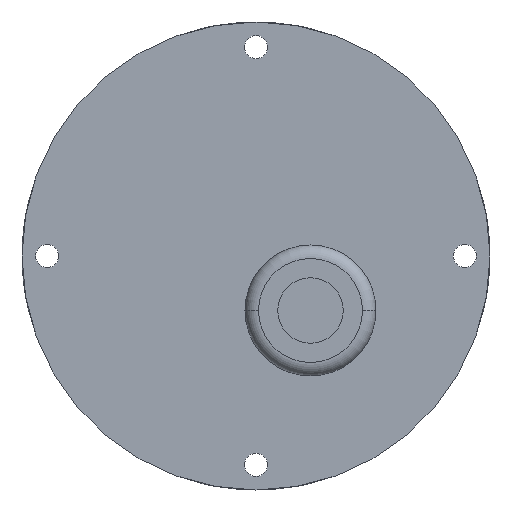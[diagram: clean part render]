
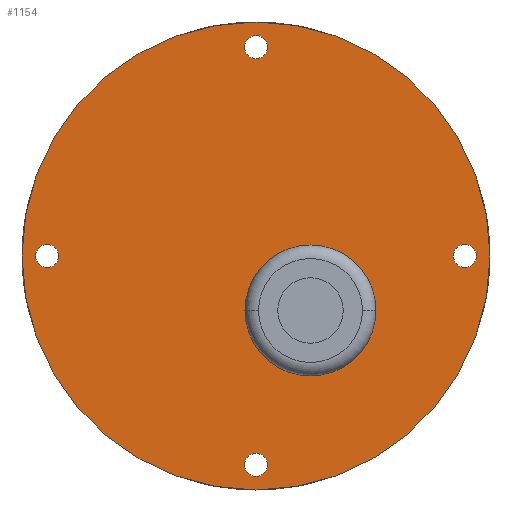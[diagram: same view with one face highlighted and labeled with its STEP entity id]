
A CAD part, front view. The second image highlights one B-rep face of the part: STEP entity #1154.
In plain terms, the highlighted planar face has unit normal (0, -1, 0).
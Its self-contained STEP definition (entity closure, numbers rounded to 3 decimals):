
#11 = DIRECTION ( 'NONE',  ( -1., 0., 0. ) ) ;
#22 = FACE_BOUND ( 'NONE', #3699, .T. ) ;
#67 = DIRECTION ( 'NONE',  ( 0., -1., 0. ) ) ;
#75 = CARTESIAN_POINT ( 'NONE',  ( 54.25, 0., 3. ) ) ;
#76 = AXIS2_PLACEMENT_3D ( 'NONE', #1721, #2403, #1693 ) ;
#80 = CIRCLE ( 'NONE', #581, 3. ) ;
#86 = CIRCLE ( 'NONE', #1396, 3. ) ;
#182 = ORIENTED_EDGE ( 'NONE', *, *, #3513, .T. ) ;
#214 = CARTESIAN_POINT ( 'NONE',  ( -54.25, 0., 3. ) ) ;
#224 = ORIENTED_EDGE ( 'NONE', *, *, #4545, .T. ) ;
#263 = CARTESIAN_POINT ( 'NONE',  ( 0., 0., -54.25 ) ) ;
#279 = VERTEX_POINT ( 'NONE', #1694 ) ;
#325 = EDGE_CURVE ( 'NONE', #2351, #3750, #86, .T. ) ;
#366 = CIRCLE ( 'NONE', #3636, 60.75 ) ;
#426 = CIRCLE ( 'NONE', #2173, 3. ) ;
#567 = DIRECTION ( 'NONE',  ( 0., 0., -1. ) ) ;
#581 = AXIS2_PLACEMENT_3D ( 'NONE', #2311, #2660, #3400 ) ;
#614 = VERTEX_POINT ( 'NONE', #3685 ) ;
#699 = EDGE_CURVE ( 'NONE', #827, #2734, #80, .T. ) ;
#763 = DIRECTION ( 'NONE',  ( 0., 1., 0. ) ) ;
#827 = VERTEX_POINT ( 'NONE', #3831 ) ;
#876 = VERTEX_POINT ( 'NONE', #214 ) ;
#884 = VERTEX_POINT ( 'NONE', #949 ) ;
#928 = CARTESIAN_POINT ( 'NONE',  ( 0., 0., 51.25 ) ) ;
#949 = CARTESIAN_POINT ( 'NONE',  ( -54.25, 0., -3. ) ) ;
#977 = DIRECTION ( 'NONE',  ( 0., 0., -1. ) ) ;
#1023 = CIRCLE ( 'NONE', #3244, 60.75 ) ;
#1091 = DIRECTION ( 'NONE',  ( 1., 0., 0. ) ) ;
#1146 = CARTESIAN_POINT ( 'NONE',  ( -54.25, 0., 0. ) ) ;
#1154 = ADVANCED_FACE ( 'NONE', ( #4428, #2519, #1585, #22, #1235, #3101 ), #2907, .F. ) ;
#1235 = FACE_BOUND ( 'NONE', #1928, .T. ) ;
#1344 = CARTESIAN_POINT ( 'NONE',  ( 54.25, 0., 0. ) ) ;
#1358 = DIRECTION ( 'NONE',  ( 0., 0., -1. ) ) ;
#1396 = AXIS2_PLACEMENT_3D ( 'NONE', #2782, #3857, #977 ) ;
#1456 = EDGE_CURVE ( 'NONE', #4371, #4118, #3656, .T. ) ;
#1519 = CARTESIAN_POINT ( 'NONE',  ( 0., 0., 54.25 ) ) ;
#1585 = FACE_BOUND ( 'NONE', #2279, .T. ) ;
#1611 = AXIS2_PLACEMENT_3D ( 'NONE', #3830, #2023, #567 ) ;
#1693 = DIRECTION ( 'NONE',  ( 1., 0., 0. ) ) ;
#1694 = CARTESIAN_POINT ( 'NONE',  ( 0., 0., 57.25 ) ) ;
#1721 = CARTESIAN_POINT ( 'NONE',  ( 14.142, 0., -14.142 ) ) ;
#1782 = EDGE_CURVE ( 'NONE', #4118, #4371, #4424, .T. ) ;
#1853 = EDGE_CURVE ( 'NONE', #4064, #279, #2916, .T. ) ;
#1919 = CIRCLE ( 'NONE', #2431, 3. ) ;
#1928 = EDGE_LOOP ( 'NONE', ( #2075, #2983 ) ) ;
#1959 = AXIS2_PLACEMENT_3D ( 'NONE', #1519, #2942, #3651 ) ;
#1997 = DIRECTION ( 'NONE',  ( 0., 0., -1. ) ) ;
#2023 = DIRECTION ( 'NONE',  ( 0., 1., 0. ) ) ;
#2070 = ORIENTED_EDGE ( 'NONE', *, *, #1456, .F. ) ;
#2075 = ORIENTED_EDGE ( 'NONE', *, *, #1853, .T. ) ;
#2076 = DIRECTION ( 'NONE',  ( 0., 1., 0. ) ) ;
#2091 = DIRECTION ( 'NONE',  ( 1., 0., 0. ) ) ;
#2092 = CIRCLE ( 'NONE', #4036, 3. ) ;
#2105 = EDGE_CURVE ( 'NONE', #3750, #2351, #2092, .T. ) ;
#2145 = AXIS2_PLACEMENT_3D ( 'NONE', #4284, #763, #11 ) ;
#2165 = CARTESIAN_POINT ( 'NONE',  ( 0., 0., 0. ) ) ;
#2173 = AXIS2_PLACEMENT_3D ( 'NONE', #2394, #2414, #1358 ) ;
#2279 = EDGE_LOOP ( 'NONE', ( #4086, #3637 ) ) ;
#2311 = CARTESIAN_POINT ( 'NONE',  ( 0., 0., -54.25 ) ) ;
#2351 = VERTEX_POINT ( 'NONE', #75 ) ;
#2394 = CARTESIAN_POINT ( 'NONE',  ( 0., 0., 54.25 ) ) ;
#2403 = DIRECTION ( 'NONE',  ( 0., -1., 0. ) ) ;
#2414 = DIRECTION ( 'NONE',  ( 0., 1., 0. ) ) ;
#2431 = AXIS2_PLACEMENT_3D ( 'NONE', #263, #4516, #1997 ) ;
#2448 = CARTESIAN_POINT ( 'NONE',  ( -2.858, 0., -14.142 ) ) ;
#2519 = FACE_BOUND ( 'NONE', #3677, .T. ) ;
#2624 = ORIENTED_EDGE ( 'NONE', *, *, #1782, .F. ) ;
#2660 = DIRECTION ( 'NONE',  ( 0., 1., 0. ) ) ;
#2734 = VERTEX_POINT ( 'NONE', #3141 ) ;
#2779 = EDGE_CURVE ( 'NONE', #279, #4064, #426, .T. ) ;
#2782 = CARTESIAN_POINT ( 'NONE',  ( 54.25, 0., 0. ) ) ;
#2792 = ORIENTED_EDGE ( 'NONE', *, *, #2812, .T. ) ;
#2812 = EDGE_CURVE ( 'NONE', #876, #884, #3511, .T. ) ;
#2907 = PLANE ( 'NONE',  #2145 ) ;
#2916 = CIRCLE ( 'NONE', #1959, 3. ) ;
#2942 = DIRECTION ( 'NONE',  ( 0., 1., 0. ) ) ;
#2983 = ORIENTED_EDGE ( 'NONE', *, *, #2779, .T. ) ;
#3075 = CARTESIAN_POINT ( 'NONE',  ( 54.25, 0., -3. ) ) ;
#3101 = FACE_OUTER_BOUND ( 'NONE', #3881, .T. ) ;
#3141 = CARTESIAN_POINT ( 'NONE',  ( 0., 0., -57.25 ) ) ;
#3238 = DIRECTION ( 'NONE',  ( 1., 0., 0. ) ) ;
#3244 = AXIS2_PLACEMENT_3D ( 'NONE', #4571, #4233, #2091 ) ;
#3321 = DIRECTION ( 'NONE',  ( 0., 0., -1. ) ) ;
#3355 = ORIENTED_EDGE ( 'NONE', *, *, #2105, .T. ) ;
#3357 = EDGE_CURVE ( 'NONE', #2734, #827, #1919, .T. ) ;
#3397 = EDGE_LOOP ( 'NONE', ( #2624, #2070 ) ) ;
#3400 = DIRECTION ( 'NONE',  ( 0., 0., -1. ) ) ;
#3511 = CIRCLE ( 'NONE', #1611, 3. ) ;
#3513 = EDGE_CURVE ( 'NONE', #614, #3618, #1023, .T. ) ;
#3541 = EDGE_CURVE ( 'NONE', #3618, #614, #366, .T. ) ;
#3599 = CARTESIAN_POINT ( 'NONE',  ( 60.75, 0., 0. ) ) ;
#3618 = VERTEX_POINT ( 'NONE', #3599 ) ;
#3636 = AXIS2_PLACEMENT_3D ( 'NONE', #2165, #4348, #3238 ) ;
#3637 = ORIENTED_EDGE ( 'NONE', *, *, #699, .T. ) ;
#3651 = DIRECTION ( 'NONE',  ( 0., 0., -1. ) ) ;
#3656 = CIRCLE ( 'NONE', #76, 17. ) ;
#3671 = DIRECTION ( 'NONE',  ( 0., 1., 0. ) ) ;
#3677 = EDGE_LOOP ( 'NONE', ( #224, #2792 ) ) ;
#3685 = CARTESIAN_POINT ( 'NONE',  ( -60.75, 0., 0. ) ) ;
#3699 = EDGE_LOOP ( 'NONE', ( #3355, #4453 ) ) ;
#3750 = VERTEX_POINT ( 'NONE', #3075 ) ;
#3830 = CARTESIAN_POINT ( 'NONE',  ( -54.25, 0., 0. ) ) ;
#3831 = CARTESIAN_POINT ( 'NONE',  ( 0., 0., -51.25 ) ) ;
#3857 = DIRECTION ( 'NONE',  ( 0., 1., 0. ) ) ;
#3881 = EDGE_LOOP ( 'NONE', ( #4299, #182 ) ) ;
#4024 = AXIS2_PLACEMENT_3D ( 'NONE', #1146, #3671, #3321 ) ;
#4036 = AXIS2_PLACEMENT_3D ( 'NONE', #1344, #2076, #4186 ) ;
#4064 = VERTEX_POINT ( 'NONE', #928 ) ;
#4086 = ORIENTED_EDGE ( 'NONE', *, *, #3357, .T. ) ;
#4118 = VERTEX_POINT ( 'NONE', #4550 ) ;
#4186 = DIRECTION ( 'NONE',  ( 0., 0., -1. ) ) ;
#4212 = AXIS2_PLACEMENT_3D ( 'NONE', #4283, #67, #1091 ) ;
#4233 = DIRECTION ( 'NONE',  ( 0., -1., 0. ) ) ;
#4283 = CARTESIAN_POINT ( 'NONE',  ( 14.142, 0., -14.142 ) ) ;
#4284 = CARTESIAN_POINT ( 'NONE',  ( 0., 0., 60.75 ) ) ;
#4299 = ORIENTED_EDGE ( 'NONE', *, *, #3541, .T. ) ;
#4348 = DIRECTION ( 'NONE',  ( 0., -1., 0. ) ) ;
#4371 = VERTEX_POINT ( 'NONE', #2448 ) ;
#4424 = CIRCLE ( 'NONE', #4212, 17. ) ;
#4428 = FACE_BOUND ( 'NONE', #3397, .T. ) ;
#4453 = ORIENTED_EDGE ( 'NONE', *, *, #325, .T. ) ;
#4460 = CIRCLE ( 'NONE', #4024, 3. ) ;
#4516 = DIRECTION ( 'NONE',  ( 0., 1., 0. ) ) ;
#4545 = EDGE_CURVE ( 'NONE', #884, #876, #4460, .T. ) ;
#4550 = CARTESIAN_POINT ( 'NONE',  ( 31.142, 0., -14.142 ) ) ;
#4571 = CARTESIAN_POINT ( 'NONE',  ( 0., 0., 0. ) ) ;
